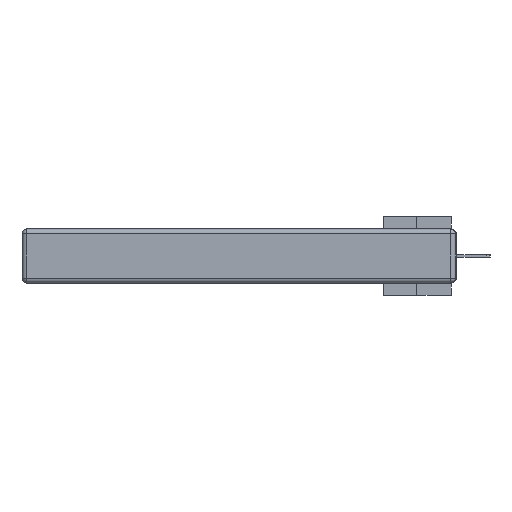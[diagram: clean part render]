
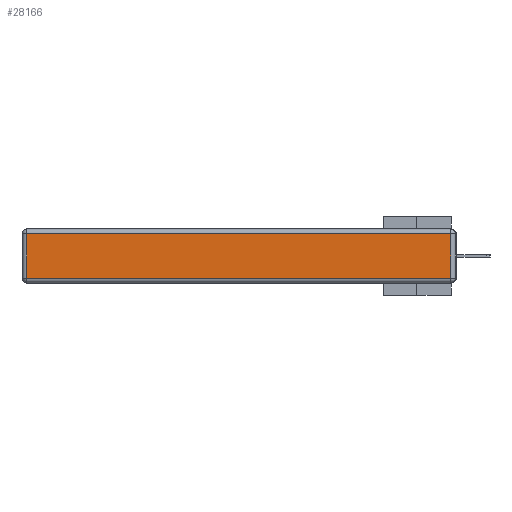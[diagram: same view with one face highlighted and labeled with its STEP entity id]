
A CAD part, left-side view. The second image highlights one B-rep face of the part: STEP entity #28166.
In plain terms, the highlighted planar face has unit normal (-1, 0, 0).
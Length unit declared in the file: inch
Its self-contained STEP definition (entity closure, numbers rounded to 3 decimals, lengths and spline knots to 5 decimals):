
#454 = VERTEX_POINT ( 'NONE', #7116 ) ;
#551 = FACE_OUTER_BOUND ( 'NONE', #3564, .T. ) ;
#1374 = VECTOR ( 'NONE', #18129, 39.37008 ) ;
#2873 = ORIENTED_EDGE ( 'NONE', *, *, #24335, .T. ) ;
#3564 = EDGE_LOOP ( 'NONE', ( #4457, #12934, #2873, #21849 ) ) ;
#4457 = ORIENTED_EDGE ( 'NONE', *, *, #7274, .T. ) ;
#5037 = DIRECTION ( 'NONE',  ( -1., 0., 0. ) ) ;
#5904 = CARTESIAN_POINT ( 'NONE',  ( 0., 0.03, -0.313 ) ) ;
#6588 = CARTESIAN_POINT ( 'NONE',  ( 0., 2.75, -0.03 ) ) ;
#7116 = CARTESIAN_POINT ( 'NONE',  ( 0., 2.72, -0.03 ) ) ;
#7274 = EDGE_CURVE ( 'NONE', #11246, #23004, #20283, .T. ) ;
#8375 = EDGE_CURVE ( 'NONE', #454, #11246, #35973, .T. ) ;
#8622 = CARTESIAN_POINT ( 'NONE',  ( 0., 0.03, -0.343 ) ) ;
#9110 = VERTEX_POINT ( 'NONE', #9700 ) ;
#9377 = DIRECTION ( 'NONE',  ( 0., 1., 0. ) ) ;
#9700 = CARTESIAN_POINT ( 'NONE',  ( 0., 0.03, -0.03 ) ) ;
#11246 = VERTEX_POINT ( 'NONE', #17224 ) ;
#11569 = VECTOR ( 'NONE', #31230, 39.37008 ) ;
#12934 = ORIENTED_EDGE ( 'NONE', *, *, #30534, .T. ) ;
#14280 = CARTESIAN_POINT ( 'NONE',  ( 0., 0., -0.313 ) ) ;
#15955 = LINE ( 'NONE', #8622, #25630 ) ;
#15989 = AXIS2_PLACEMENT_3D ( 'NONE', #22021, #5037, #31064 ) ;
#17224 = CARTESIAN_POINT ( 'NONE',  ( 0., 2.72, -0.313 ) ) ;
#18129 = DIRECTION ( 'NONE',  ( 0., 0., -1. ) ) ;
#20283 = LINE ( 'NONE', #14280, #11569 ) ;
#20469 = VECTOR ( 'NONE', #9377, 39.37008 ) ;
#21849 = ORIENTED_EDGE ( 'NONE', *, *, #8375, .T. ) ;
#22021 = CARTESIAN_POINT ( 'NONE',  ( 0., 0., -0.343 ) ) ;
#23004 = VERTEX_POINT ( 'NONE', #5904 ) ;
#24335 = EDGE_CURVE ( 'NONE', #9110, #454, #32647, .T. ) ;
#25630 = VECTOR ( 'NONE', #27956, 39.37008 ) ;
#27956 = DIRECTION ( 'NONE',  ( 0., 0., 1. ) ) ;
#28166 = ADVANCED_FACE ( 'NONE', ( #551 ), #30303, .T. ) ;
#30303 = PLANE ( 'NONE',  #15989 ) ;
#30534 = EDGE_CURVE ( 'NONE', #23004, #9110, #15955, .T. ) ;
#31064 = DIRECTION ( 'NONE',  ( 0., 0., 1. ) ) ;
#31230 = DIRECTION ( 'NONE',  ( 0., -1., 0. ) ) ;
#32647 = LINE ( 'NONE', #6588, #20469 ) ;
#34747 = CARTESIAN_POINT ( 'NONE',  ( 0., 2.72, -0.343 ) ) ;
#35973 = LINE ( 'NONE', #34747, #1374 ) ;
